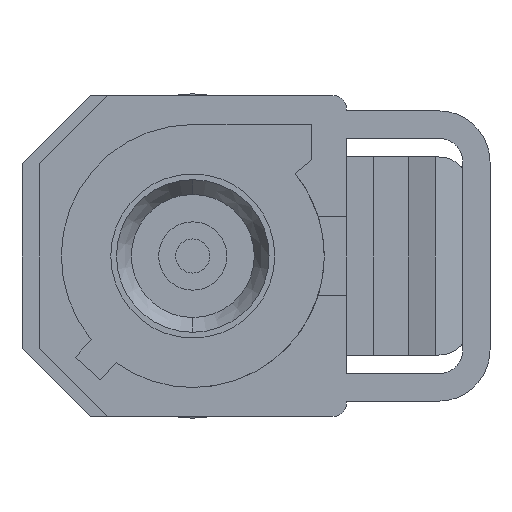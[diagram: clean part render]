
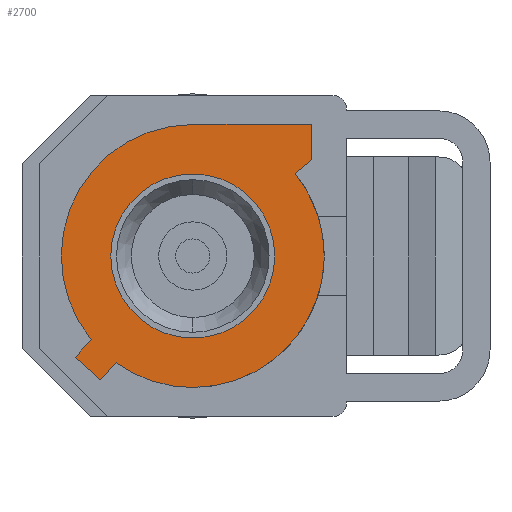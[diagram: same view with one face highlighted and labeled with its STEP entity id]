
A CAD part, front view. The second image highlights one B-rep face of the part: STEP entity #2700.
In plain terms, the highlighted face is planar.
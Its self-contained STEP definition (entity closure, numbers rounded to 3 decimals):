
#13 = ORIENTED_EDGE ( 'NONE', *, *, #5095, .F. ) ;
#117 = EDGE_CURVE ( 'NONE', #728, #6030, #5846, .T. ) ;
#147 = CARTESIAN_POINT ( 'NONE',  ( 4.75, 4.5, 13.3 ) ) ;
#267 = EDGE_CURVE ( 'NONE', #1996, #366, #3808, .T. ) ;
#294 = DIRECTION ( 'NONE',  ( 0., 0., -1. ) ) ;
#333 = DIRECTION ( 'NONE',  ( -1., 0., 0. ) ) ;
#358 = EDGE_CURVE ( 'NONE', #929, #564, #3003, .T. ) ;
#366 = VERTEX_POINT ( 'NONE', #4117 ) ;
#512 = ORIENTED_EDGE ( 'NONE', *, *, #2770, .F. ) ;
#547 = FACE_BOUND ( 'NONE', #2290, .T. ) ;
#564 = VERTEX_POINT ( 'NONE', #670 ) ;
#574 = DIRECTION ( 'NONE',  ( -0.629, -0.777, 0. ) ) ;
#670 = CARTESIAN_POINT ( 'NONE',  ( 1.783, 1.06, 13.3 ) ) ;
#672 = ORIENTED_EDGE ( 'NONE', *, *, #267, .F. ) ;
#702 = CARTESIAN_POINT ( 'NONE',  ( 1.624, 2.253, 13.3 ) ) ;
#728 = VERTEX_POINT ( 'NONE', #3900 ) ;
#772 = CARTESIAN_POINT ( 'NONE',  ( 1.783, 1.06, 13.3 ) ) ;
#824 = AXIS2_PLACEMENT_3D ( 'NONE', #4245, #880, #2818 ) ;
#880 = DIRECTION ( 'NONE',  ( 0., 0., 1. ) ) ;
#929 = VERTEX_POINT ( 'NONE', #5195 ) ;
#1083 = CARTESIAN_POINT ( 'NONE',  ( 1.624, 2.253, 13.3 ) ) ;
#1237 = LINE ( 'NONE', #3406, #5961 ) ;
#1240 = EDGE_CURVE ( 'NONE', #1996, #2595, #3363, .T. ) ;
#1458 = CARTESIAN_POINT ( 'NONE',  ( 2.35, 4.5, 13.3 ) ) ;
#1629 = CARTESIAN_POINT ( 'NONE',  ( 8.6, 4.5, 13.3 ) ) ;
#1679 = VECTOR ( 'NONE', #2655, 1000. ) ;
#1714 = DIRECTION ( 'NONE',  ( 0.661, -0.75, 0. ) ) ;
#1812 = CIRCLE ( 'NONE', #4526, 2.4 ) ;
#1904 = LINE ( 'NONE', #1083, #1679 ) ;
#1949 = DIRECTION ( 'NONE',  ( -1., 0., 0. ) ) ;
#1955 = EDGE_LOOP ( 'NONE', ( #3426, #2509, #2431, #13, #672, #4140, #512, #2982, #2650 ) ) ;
#1996 = VERTEX_POINT ( 'NONE', #4309 ) ;
#2080 = VECTOR ( 'NONE', #574, 1000. ) ;
#2089 = AXIS2_PLACEMENT_3D ( 'NONE', #5139, #6078, #4125 ) ;
#2257 = FACE_OUTER_BOUND ( 'NONE', #1955, .T. ) ;
#2290 = EDGE_LOOP ( 'NONE', ( #5772, #3096 ) ) ;
#2431 = ORIENTED_EDGE ( 'NONE', *, *, #117, .F. ) ;
#2477 = VECTOR ( 'NONE', #1714, 1000. ) ;
#2509 = ORIENTED_EDGE ( 'NONE', *, *, #5012, .T. ) ;
#2595 = VERTEX_POINT ( 'NONE', #2966 ) ;
#2615 = CARTESIAN_POINT ( 'NONE',  ( 4.584, 6.306, 13.3 ) ) ;
#2650 = ORIENTED_EDGE ( 'NONE', *, *, #5352, .F. ) ;
#2655 = DIRECTION ( 'NONE',  ( -0.75, -0.661, 0. ) ) ;
#2669 = EDGE_CURVE ( 'NONE', #5817, #3839, #1812, .T. ) ;
#2700 = ADVANCED_FACE ( 'NONE', ( #2257, #547 ), #3960, .T. ) ;
#2752 = CARTESIAN_POINT ( 'NONE',  ( 1.122, 1.81, 13.3 ) ) ;
#2770 = EDGE_CURVE ( 'NONE', #564, #2595, #4939, .T. ) ;
#2818 = DIRECTION ( 'NONE',  ( -1., 0., 0. ) ) ;
#2966 = CARTESIAN_POINT ( 'NONE',  ( 2.309, 1.523, 13.3 ) ) ;
#2982 = ORIENTED_EDGE ( 'NONE', *, *, #358, .F. ) ;
#3003 = LINE ( 'NONE', #2752, #2477 ) ;
#3092 = DIRECTION ( 'NONE',  ( 0., 0., 1. ) ) ;
#3096 = ORIENTED_EDGE ( 'NONE', *, *, #5579, .T. ) ;
#3133 = DIRECTION ( 'NONE',  ( 0., 1., 0. ) ) ;
#3158 = CARTESIAN_POINT ( 'NONE',  ( 7.173, 7.492, 13.3 ) ) ;
#3354 = EDGE_CURVE ( 'NONE', #5418, #4596, #5233, .T. ) ;
#3363 = CIRCLE ( 'NONE', #2089, 3.85 ) ;
#3406 = CARTESIAN_POINT ( 'NONE',  ( 8.6, 7.975, 13.3 ) ) ;
#3426 = ORIENTED_EDGE ( 'NONE', *, *, #3354, .T. ) ;
#3808 = LINE ( 'NONE', #1629, #4552 ) ;
#3839 = VERTEX_POINT ( 'NONE', #4924 ) ;
#3900 = CARTESIAN_POINT ( 'NONE',  ( 7.563, 7.975, 13.3 ) ) ;
#3960 = PLANE ( 'NONE',  #5820 ) ;
#4117 = CARTESIAN_POINT ( 'NONE',  ( 8.6, 7.975, 13.3 ) ) ;
#4125 = DIRECTION ( 'NONE',  ( -1., 0., 0. ) ) ;
#4140 = ORIENTED_EDGE ( 'NONE', *, *, #1240, .T. ) ;
#4225 = CIRCLE ( 'NONE', #4487, 3.85 ) ;
#4245 = CARTESIAN_POINT ( 'NONE',  ( 4.75, 4.5, 13.3 ) ) ;
#4309 = CARTESIAN_POINT ( 'NONE',  ( 8.6, 4.5, 13.3 ) ) ;
#4487 = AXIS2_PLACEMENT_3D ( 'NONE', #6019, #294, #5566 ) ;
#4503 = DIRECTION ( 'NONE',  ( -1., 0., 0. ) ) ;
#4526 = AXIS2_PLACEMENT_3D ( 'NONE', #147, #3092, #5422 ) ;
#4552 = VECTOR ( 'NONE', #3133, 1000. ) ;
#4596 = VERTEX_POINT ( 'NONE', #4698 ) ;
#4641 = VECTOR ( 'NONE', #6053, 1000. ) ;
#4698 = CARTESIAN_POINT ( 'NONE',  ( 0.9, 4.5, 13.3 ) ) ;
#4924 = CARTESIAN_POINT ( 'NONE',  ( 7.15, 4.5, 13.3 ) ) ;
#4939 = LINE ( 'NONE', #772, #4641 ) ;
#5012 = EDGE_CURVE ( 'NONE', #4596, #6030, #4225, .T. ) ;
#5095 = EDGE_CURVE ( 'NONE', #366, #728, #1237, .T. ) ;
#5139 = CARTESIAN_POINT ( 'NONE',  ( 4.75, 4.5, 13.3 ) ) ;
#5195 = CARTESIAN_POINT ( 'NONE',  ( 1.122, 1.81, 13.3 ) ) ;
#5233 = CIRCLE ( 'NONE', #5350, 3.85 ) ;
#5287 = CIRCLE ( 'NONE', #824, 2.4 ) ;
#5337 = CARTESIAN_POINT ( 'NONE',  ( 4.75, 4.5, 13.3 ) ) ;
#5350 = AXIS2_PLACEMENT_3D ( 'NONE', #5337, #5363, #333 ) ;
#5352 = EDGE_CURVE ( 'NONE', #5418, #929, #1904, .T. ) ;
#5363 = DIRECTION ( 'NONE',  ( 0., 0., -1. ) ) ;
#5418 = VERTEX_POINT ( 'NONE', #702 ) ;
#5422 = DIRECTION ( 'NONE',  ( -1., 0., 0. ) ) ;
#5424 = CARTESIAN_POINT ( 'NONE',  ( 7.563, 7.975, 13.3 ) ) ;
#5482 = DIRECTION ( 'NONE',  ( 0., 0., -1. ) ) ;
#5566 = DIRECTION ( 'NONE',  ( -1., 0., 0. ) ) ;
#5579 = EDGE_CURVE ( 'NONE', #3839, #5817, #5287, .T. ) ;
#5772 = ORIENTED_EDGE ( 'NONE', *, *, #2669, .T. ) ;
#5817 = VERTEX_POINT ( 'NONE', #1458 ) ;
#5820 = AXIS2_PLACEMENT_3D ( 'NONE', #2615, #5482, #4503 ) ;
#5846 = LINE ( 'NONE', #5424, #2080 ) ;
#5961 = VECTOR ( 'NONE', #1949, 1000. ) ;
#6019 = CARTESIAN_POINT ( 'NONE',  ( 4.75, 4.5, 13.3 ) ) ;
#6030 = VERTEX_POINT ( 'NONE', #3158 ) ;
#6053 = DIRECTION ( 'NONE',  ( 0.75, 0.661, 0. ) ) ;
#6078 = DIRECTION ( 'NONE',  ( 0., 0., -1. ) ) ;
